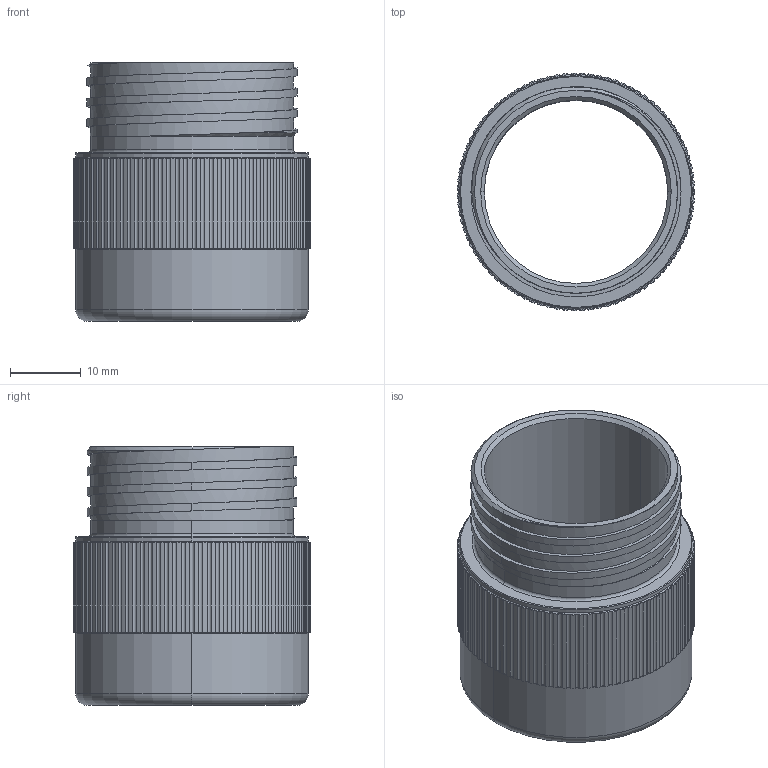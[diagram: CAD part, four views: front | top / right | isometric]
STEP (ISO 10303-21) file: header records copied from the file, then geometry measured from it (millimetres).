
FILE_DESCRIPTION (( 'STEP AP214' ), '1' );
FILE_NAME ('300-00-055.STEP', '2020-11-11T14:48:25', ( '' ), ( '' ), 'SwSTEP 2.0', 'SolidWorks 2020', '' );
FILE_SCHEMA (( 'AUTOMOTIVE_DESIGN' ));
Length unit declared in the file: inch
Products named in the file (1): 300-00-055
Bounding box: 33.53 x 33.53 x 36.53 mm (x, y, z)
Volume: 9535.2 mm3; surface area: 7803.4 mm2
Topology: 1 solids, 1 shells, 427 faces, 1073 edges, 651 vertices
Faces by surface type: cylinder 227, plane 179, torus 10, cone 8, bspline 3
Entity records: 14063 total; most frequent: CARTESIAN_POINT 3157, DIRECTION 2710, ORIENTED_EDGE 2146, AXIS2_PLACEMENT_3D 1238, EDGE_CURVE 1073, CIRCLE 813, VERTEX_POINT 651, EDGE_LOOP 432
